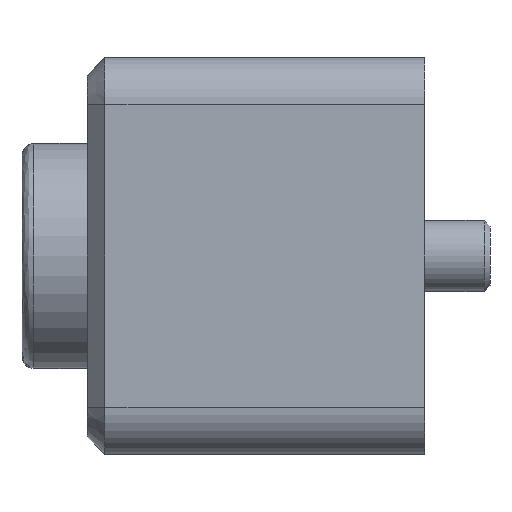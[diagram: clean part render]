
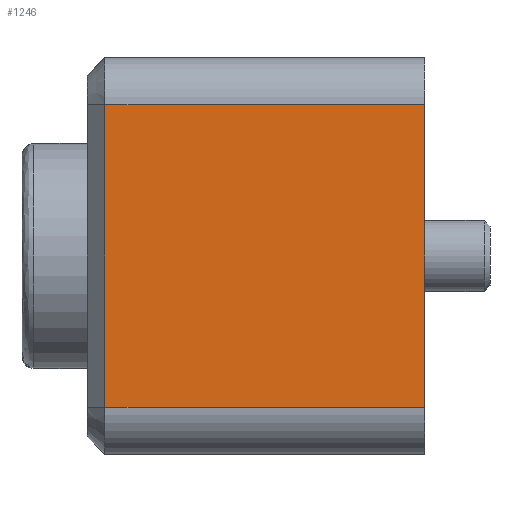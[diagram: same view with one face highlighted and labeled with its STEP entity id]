
A CAD part, front view. The second image highlights one B-rep face of the part: STEP entity #1246.
In plain terms, the highlighted planar face has unit normal (0, -1, 0).
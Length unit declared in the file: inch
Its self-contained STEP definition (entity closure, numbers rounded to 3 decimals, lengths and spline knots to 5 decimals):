
#58 = ORIENTED_EDGE ( 'NONE', *, *, #890, .F. ) ;
#281 = LINE ( 'NONE', #661, #2273 ) ;
#303 = CARTESIAN_POINT ( 'NONE',  ( 1.12205, -0.98425, 0.50197 ) ) ;
#340 = VERTEX_POINT ( 'NONE', #592 ) ;
#409 = DIRECTION ( 'NONE',  ( 0., 1., 0. ) ) ;
#428 = CARTESIAN_POINT ( 'NONE',  ( 1.04331, -0.98425, 0.50197 ) ) ;
#479 = ORIENTED_EDGE ( 'NONE', *, *, #1175, .F. ) ;
#489 = AXIS2_PLACEMENT_3D ( 'NONE', #428, #409, #1807 ) ;
#557 = EDGE_LOOP ( 'NONE', ( #2425, #58, #479, #847 ) ) ;
#592 = CARTESIAN_POINT ( 'NONE',  ( 0.05906, -0.98425, 0.50197 ) ) ;
#599 = VERTEX_POINT ( 'NONE', #1847 ) ;
#621 = LINE ( 'NONE', #1021, #1116 ) ;
#626 = VERTEX_POINT ( 'NONE', #303 ) ;
#628 = EDGE_CURVE ( 'NONE', #599, #340, #2081, .T. ) ;
#661 = CARTESIAN_POINT ( 'NONE',  ( 1.04331, -0.98425, -0.50197 ) ) ;
#750 = DIRECTION ( 'NONE',  ( 1., 0., 0. ) ) ;
#802 = FACE_OUTER_BOUND ( 'NONE', #557, .T. ) ;
#847 = ORIENTED_EDGE ( 'NONE', *, *, #628, .F. ) ;
#890 = EDGE_CURVE ( 'NONE', #626, #1387, #621, .T. ) ;
#1021 = CARTESIAN_POINT ( 'NONE',  ( 1.12205, -0.98425, 0.50197 ) ) ;
#1104 = CARTESIAN_POINT ( 'NONE',  ( 0.05906, -0.98425, 0.50197 ) ) ;
#1116 = VECTOR ( 'NONE', #1217, 39.37008 ) ;
#1142 = DIRECTION ( 'NONE',  ( 0., 0., 1. ) ) ;
#1175 = EDGE_CURVE ( 'NONE', #340, #626, #1552, .T. ) ;
#1217 = DIRECTION ( 'NONE',  ( 0., 0., -1. ) ) ;
#1233 = VECTOR ( 'NONE', #1142, 39.37008 ) ;
#1245 = DIRECTION ( 'NONE',  ( -1., 0., 0. ) ) ;
#1246 = ADVANCED_FACE ( 'NONE', ( #802 ), #1604, .F. ) ;
#1337 = CARTESIAN_POINT ( 'NONE',  ( 1.04331, -0.98425, 0.50197 ) ) ;
#1387 = VERTEX_POINT ( 'NONE', #2310 ) ;
#1552 = LINE ( 'NONE', #1337, #2304 ) ;
#1604 = PLANE ( 'NONE',  #489 ) ;
#1807 = DIRECTION ( 'NONE',  ( 0., 0., 1. ) ) ;
#1847 = CARTESIAN_POINT ( 'NONE',  ( 0.05906, -0.98425, -0.50197 ) ) ;
#2081 = LINE ( 'NONE', #1104, #1233 ) ;
#2273 = VECTOR ( 'NONE', #1245, 39.37008 ) ;
#2304 = VECTOR ( 'NONE', #750, 39.37008 ) ;
#2310 = CARTESIAN_POINT ( 'NONE',  ( 1.12205, -0.98425, -0.50197 ) ) ;
#2366 = EDGE_CURVE ( 'NONE', #1387, #599, #281, .T. ) ;
#2425 = ORIENTED_EDGE ( 'NONE', *, *, #2366, .F. ) ;
